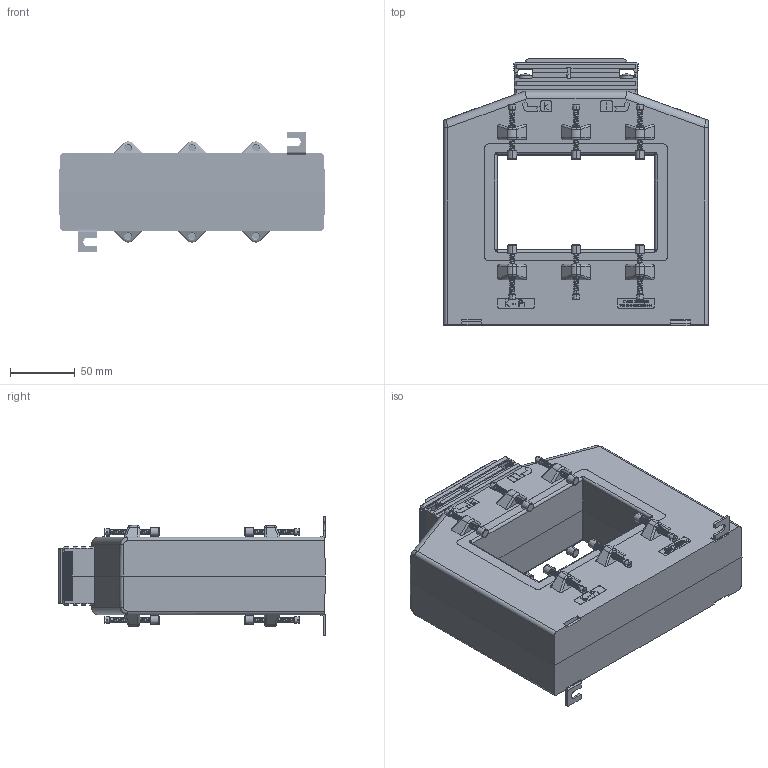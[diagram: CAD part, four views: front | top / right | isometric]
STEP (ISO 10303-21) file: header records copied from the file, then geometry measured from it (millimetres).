
FILE_DESCRIPTION (( 'STEP AP214' ), '1' );
FILE_NAME ('ASK127_6_kpl.STEP', '2011-11-02T08:45:38', ( ' ' ), ( '' ), 'SwSTEP 2.0', 'SolidWorks 2010', '' );
FILE_SCHEMA (( 'AUTOMOTIVE_DESIGN' ));
Length unit declared in the file: millimetre
Products named in the file (10): ASK127_6_kpl; ASK61.4-14_Plombierplatte; ASK127_6_Gehäuseschale_Halbschale_01; ASK127_6_Gehäuseschale; Linsenschraube DIN 7985 4.8 VZ M 5 x 10; MBS_WN-003_04_Klemme_WN-003_02; ASK41.4-13; Isolierschutzkappe; Plastite_Schraube_40_mit-Gewinde; Fusswinkel
Assembly tree (37 placements, depth 2):
  ASK127_6_kpl
    Linsenschraube DIN 7985 4.8 VZ M 5 x 10  x4
    Plastite_Schraube_40_mit-Gewinde  x12
    Isolierschutzkappe  x12
    ASK127_6_Gehäuseschale
    MBS_WN-003_04_Klemme_WN-003_02  x2
    ASK61.4-14_Plombierplatte
    Fusswinkel  x2
    ASK41.4-13  x2
    ASK127_6_Gehäuseschale_Halbschale_01
Bounding box: 205 x 206.35 x 92 mm (x, y, z)
Volume: 1694086.9 mm3; surface area: 217970.7 mm2
Topology: 37 solids, 37 shells, 2754 faces, 7112 edges, 4578 vertices
Faces by surface type: plane 1332, cylinder 816, bspline 394, cone 176, torus 26, sphere 10
Entity records: 76548 total; most frequent: CARTESIAN_POINT 34422, ORIENTED_EDGE 9382, DIRECTION 7237, EDGE_CURVE 4691, VECTOR 3265, LINE 3265, VERTEX_POINT 3053, AXIS2_PLACEMENT_3D 1986
